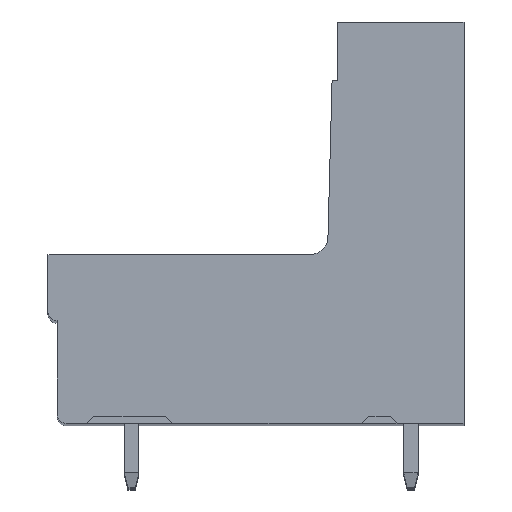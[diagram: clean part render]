
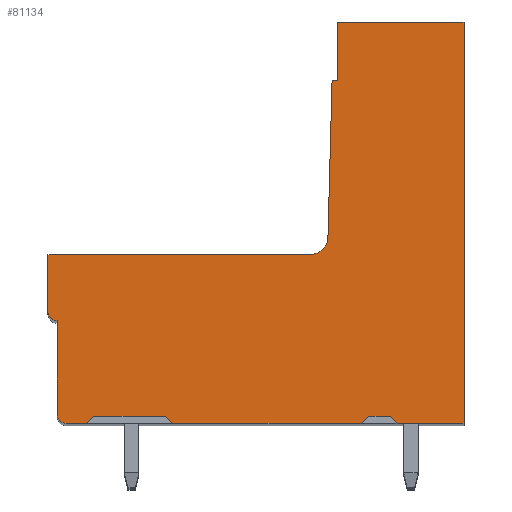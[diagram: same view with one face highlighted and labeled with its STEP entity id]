
A CAD part, top view. The second image highlights one B-rep face of the part: STEP entity #81134.
In plain terms, the highlighted planar face has unit normal (0, 0, 1).
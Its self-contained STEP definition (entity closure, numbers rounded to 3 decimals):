
#8812=DIRECTION('',(0.,1.,0.));
#8813=VECTOR('',#8812,21.9);
#8814=CARTESIAN_POINT('',(0.006,0.,
-47.433));
#8815=LINE('',#8814,#8813);
#20568=DIRECTION('',(0.,-1.,0.));
#20569=VECTOR('',#20568,5.1);
#20570=CARTESIAN_POINT('',(-22.194,5.6,-47.433));
#20571=LINE('',#20570,#20569);
#28941=DIRECTION('',(-1.,0.,0.));
#28942=VECTOR('',#28941,0.3);
#28943=CARTESIAN_POINT('',(-6.894,18.7,-47.433));
#28944=LINE('',#28943,#28942);
#28949=DIRECTION('',(0.,-1.,0.));
#28950=VECTOR('',#28949,3.2);
#28951=CARTESIAN_POINT('',(-6.894,21.9,-47.433));
#28952=LINE('',#28951,#28950);
#28953=DIRECTION('',(-1.,0.,0.));
#28954=VECTOR('',#28953,10.3);
#28955=CARTESIAN_POINT('',(-5.594,0.,
-47.433));
#28956=LINE('',#28955,#28954);
#28957=DIRECTION('',(-0.707,0.707,0.));
#28958=VECTOR('',#28957,0.566);
#28959=CARTESIAN_POINT('',(-15.894,0.,
-47.433));
#28960=LINE('',#28959,#28958);
#28961=DIRECTION('',(-1.,0.,0.));
#28962=VECTOR('',#28961,3.9);
#28963=CARTESIAN_POINT('',(-16.294,0.4,
-47.433));
#28964=LINE('',#28963,#28962);
#28965=DIRECTION('',(-1.,0.,0.));
#28966=VECTOR('',#28965,1.1);
#28967=CARTESIAN_POINT('',(-20.594,0.,
-47.433));
#28968=LINE('',#28967,#28966);
#28969=CARTESIAN_POINT('',(-21.694,0.5,-47.433));
#28970=DIRECTION('',(0.,0.,-1.));
#28971=DIRECTION('',(0.,-1.,0.));
#28972=AXIS2_PLACEMENT_3D('',#28969,#28970,#28971);
#28974=CARTESIAN_POINT('',(-22.194,6.1,-47.433));
#28975=DIRECTION('',(0.,0.,-1.));
#28976=DIRECTION('',(0.,-1.,0.));
#28977=AXIS2_PLACEMENT_3D('',#28974,#28975,#28976);
#28979=DIRECTION('',(0.,1.,0.));
#28980=VECTOR('',#28979,3.1);
#28981=CARTESIAN_POINT('',(-22.694,6.1,
-47.433));
#28982=LINE('',#28981,#28980);
#28983=DIRECTION('',(1.,0.,0.));
#28984=VECTOR('',#28983,14.277);
#28985=CARTESIAN_POINT('',(-22.694,9.2,-47.433));
#28986=LINE('',#28985,#28984);
#28987=CARTESIAN_POINT('',(-8.417,10.2,-47.433));
#28988=DIRECTION('',(0.,0.,1.));
#28989=DIRECTION('',(0.,-1.,0.));
#28990=AXIS2_PLACEMENT_3D('',#28987,#28988,#28989);
#28992=DIRECTION('',(0.026,1.,0.));
#28993=VECTOR('',#28992,8.529);
#28994=CARTESIAN_POINT('',(-7.417,10.174,
-47.433));
#28995=LINE('',#28994,#28993);
#28996=DIRECTION('',(1.,0.,0.));
#28997=VECTOR('',#28996,6.9);
#28998=CARTESIAN_POINT('',(-6.894,21.9,-47.433));
#28999=LINE('',#28998,#28997);
#29000=DIRECTION('',(-1.,0.,0.));
#29001=VECTOR('',#29000,3.6);
#29002=CARTESIAN_POINT('',(0.006,0.,
-47.433));
#29003=LINE('',#29002,#29001);
#29004=DIRECTION('',(-0.707,0.707,0.));
#29005=VECTOR('',#29004,0.566);
#29006=CARTESIAN_POINT('',(-3.594,0.,
-47.433));
#29007=LINE('',#29006,#29005);
#29008=DIRECTION('',(-0.707,-0.707,0.));
#29009=VECTOR('',#29008,0.566);
#29010=CARTESIAN_POINT('',(-5.194,0.4,
-47.433));
#29011=LINE('',#29010,#29009);
#29028=DIRECTION('',(-0.707,-0.707,0.));
#29029=VECTOR('',#29028,0.566);
#29030=CARTESIAN_POINT('',(-20.194,0.4,
-47.433));
#29031=LINE('',#29030,#29029);
#29064=DIRECTION('',(1.,0.,0.));
#29065=VECTOR('',#29064,1.2);
#29066=CARTESIAN_POINT('',(-5.194,0.4,
-47.433));
#29067=LINE('',#29066,#29065);
#29743=CARTESIAN_POINT('',(-5.594,0.,
-47.433));
#29745=VERTEX_POINT('',#29743);
#29749=CARTESIAN_POINT('',(-3.594,0.,
-47.433));
#29750=VERTEX_POINT('',#29749);
#29866=CARTESIAN_POINT('',(-16.294,0.4,
-47.433));
#29867=VERTEX_POINT('',#29866);
#29868=CARTESIAN_POINT('',(-7.417,10.174,
-47.433));
#29869=CARTESIAN_POINT('',(-7.194,18.7,-47.433));
#29870=VERTEX_POINT('',#29868);
#29871=VERTEX_POINT('',#29869);
#29872=CARTESIAN_POINT('',(-6.894,18.7,-47.433));
#29873=VERTEX_POINT('',#29872);
#29874=CARTESIAN_POINT('',(-6.894,21.9,-47.433));
#29875=VERTEX_POINT('',#29874);
#29876=CARTESIAN_POINT('',(-3.994,0.4,
-47.433));
#29877=VERTEX_POINT('',#29876);
#29878=CARTESIAN_POINT('',(-5.194,0.4,
-47.433));
#29879=VERTEX_POINT('',#29878);
#29884=CARTESIAN_POINT('',(-21.694,0.,-47.433));
#29885=CARTESIAN_POINT('',(-22.194,0.5,
-47.433));
#29886=VERTEX_POINT('',#29884);
#29887=VERTEX_POINT('',#29885);
#29888=CARTESIAN_POINT('',(-22.194,5.6,-47.433));
#29889=VERTEX_POINT('',#29888);
#29890=CARTESIAN_POINT('',(-22.694,6.1,
-47.433));
#29891=VERTEX_POINT('',#29890);
#29892=CARTESIAN_POINT('',(-22.694,9.2,-47.433));
#29893=VERTEX_POINT('',#29892);
#30142=CARTESIAN_POINT('',(0.006,0.,
-47.433));
#30143=CARTESIAN_POINT('',(0.006,21.9,-47.433));
#30144=VERTEX_POINT('',#30142);
#30145=VERTEX_POINT('',#30143);
#30146=CARTESIAN_POINT('',(-20.194,0.4,
-47.433));
#30147=CARTESIAN_POINT('',(-20.594,0.,
-47.433));
#30148=VERTEX_POINT('',#30146);
#30149=VERTEX_POINT('',#30147);
#30150=CARTESIAN_POINT('',(-15.894,0.,
-47.433));
#30151=VERTEX_POINT('',#30150);
#30152=CARTESIAN_POINT('',(-8.417,9.2,-47.433));
#30153=VERTEX_POINT('',#30152);
#81101=CARTESIAN_POINT('',(-21.694,0.5,
-47.433));
#81102=DIRECTION('',(0.,0.,-1.));
#81103=DIRECTION('',(-1.,0.,0.));
#81104=AXIS2_PLACEMENT_3D('',#81101,#81102,#81103);
#81105=PLANE('',#81104);
#81106=ORIENTED_EDGE('',*,*,#62581,.T.);
#81108=ORIENTED_EDGE('',*,*,#81107,.T.);
#81110=ORIENTED_EDGE('',*,*,#81109,.T.);
#81112=ORIENTED_EDGE('',*,*,#81111,.T.);
#81113=ORIENTED_EDGE('',*,*,#62573,.T.);
#81114=ORIENTED_EDGE('',*,*,#68248,.T.);
#81115=ORIENTED_EDGE('',*,*,#68263,.F.);
#81116=ORIENTED_EDGE('',*,*,#68278,.T.);
#81117=ORIENTED_EDGE('',*,*,#68293,.T.);
#81118=ORIENTED_EDGE('',*,*,#68308,.T.);
#81119=ORIENTED_EDGE('',*,*,#81049,.T.);
#81120=ORIENTED_EDGE('',*,*,#81064,.T.);
#81121=ORIENTED_EDGE('',*,*,#81079,.F.);
#81122=ORIENTED_EDGE('',*,*,#81093,.F.);
#81123=ORIENTED_EDGE('',*,*,#38459,.T.);
#81124=ORIENTED_EDGE('',*,*,#50428,.F.);
#81125=ORIENTED_EDGE('',*,*,#62589,.T.);
#81127=ORIENTED_EDGE('',*,*,#81126,.T.);
#81129=ORIENTED_EDGE('',*,*,#81128,.F.);
#81131=ORIENTED_EDGE('',*,*,#81130,.T.);
#81132=EDGE_LOOP('',(#81106,#81108,#81110,#81112,#81113,#81114,#81115,#81116,
#81117,#81118,#81119,#81120,#81121,#81122,#81123,#81124,#81125,#81127,#81129,
#81131));
#81133=FACE_OUTER_BOUND('',#81132,.F.);
#81134=ADVANCED_FACE('',(#81133),#81105,.F.);
#28973=CIRCLE('',#28972,0.5);
#28978=CIRCLE('',#28977,0.5);
#28991=CIRCLE('',#28990,1.);
#38459=EDGE_CURVE('',#29875,#30145,#28999,.T.);
#50428=EDGE_CURVE('',#30144,#30145,#8815,.T.);
#62573=EDGE_CURVE('',#30149,#29886,#28968,.T.);
#62581=EDGE_CURVE('',#29745,#30151,#28956,.T.);
#62589=EDGE_CURVE('',#30144,#29750,#29003,.T.);
#68248=EDGE_CURVE('',#29886,#29887,#28973,.T.);
#68263=EDGE_CURVE('',#29889,#29887,#20571,.T.);
#68278=EDGE_CURVE('',#29889,#29891,#28978,.T.);
#68293=EDGE_CURVE('',#29891,#29893,#28982,.T.);
#68308=EDGE_CURVE('',#29893,#30153,#28986,.T.);
#81049=EDGE_CURVE('',#30153,#29870,#28991,.T.);
#81064=EDGE_CURVE('',#29870,#29871,#28995,.T.);
#81079=EDGE_CURVE('',#29873,#29871,#28944,.T.);
#81093=EDGE_CURVE('',#29875,#29873,#28952,.T.);
#81107=EDGE_CURVE('',#30151,#29867,#28960,.T.);
#81109=EDGE_CURVE('',#29867,#30148,#28964,.T.);
#81111=EDGE_CURVE('',#30148,#30149,#29031,.T.);
#81126=EDGE_CURVE('',#29750,#29877,#29007,.T.);
#81128=EDGE_CURVE('',#29879,#29877,#29067,.T.);
#81130=EDGE_CURVE('',#29879,#29745,#29011,.T.);
